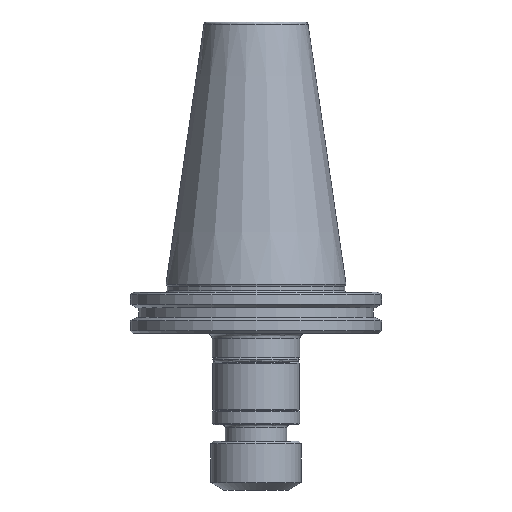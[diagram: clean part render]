
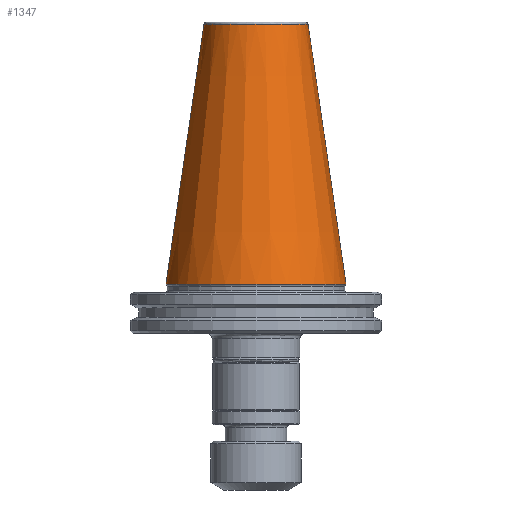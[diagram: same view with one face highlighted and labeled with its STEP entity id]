
A CAD part, front view. The second image highlights one B-rep face of the part: STEP entity #1347.
In plain terms, the highlighted conical face has half-angle 8.297 degrees and reference radius 34.925 mm.
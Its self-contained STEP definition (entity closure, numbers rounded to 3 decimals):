
#73 = CARTESIAN_POINT ( 'NONE',  ( -34.925, 0., 0. ) ) ;
#311 = VERTEX_POINT ( 'NONE', #2354 ) ;
#382 = CIRCLE ( 'NONE', #1933, 20.211 ) ;
#385 = VERTEX_POINT ( 'NONE', #2348 ) ;
#477 = AXIS2_PLACEMENT_3D ( 'NONE', #1173, #1184, #1171 ) ;
#861 = VECTOR ( 'NONE', #1423, 1000. ) ;
#889 = CIRCLE ( 'NONE', #2044, 34.925 ) ;
#1002 = LINE ( 'NONE', #1329, #2002 ) ;
#1115 = EDGE_LOOP ( 'NONE', ( #2195, #1191, #2496, #2369 ) ) ;
#1171 = DIRECTION ( 'NONE',  ( -1., 0., 0. ) ) ;
#1172 = CARTESIAN_POINT ( 'NONE',  ( -20.211, 0., 100.894 ) ) ;
#1173 = CARTESIAN_POINT ( 'NONE',  ( 0., 0., 0. ) ) ;
#1184 = DIRECTION ( 'NONE',  ( 0., 0., -1. ) ) ;
#1191 = ORIENTED_EDGE ( 'NONE', *, *, #2037, .T. ) ;
#1329 = CARTESIAN_POINT ( 'NONE',  ( 34.925, 0., 0. ) ) ;
#1347 = ADVANCED_FACE ( 'NONE', ( #1424 ), #1608, .T. ) ;
#1423 = DIRECTION ( 'NONE',  ( -0.144, 0., -0.99 ) ) ;
#1424 = FACE_OUTER_BOUND ( 'NONE', #1115, .T. ) ;
#1518 = DIRECTION ( 'NONE',  ( 0.144, 0., -0.99 ) ) ;
#1608 = CONICAL_SURFACE ( 'NONE', #477, 34.925, 0.145 ) ;
#1712 = DIRECTION ( 'NONE',  ( 0., 0., 1. ) ) ;
#1933 = AXIS2_PLACEMENT_3D ( 'NONE', #2392, #2382, #2359 ) ;
#2002 = VECTOR ( 'NONE', #1518, 1000. ) ;
#2022 = EDGE_CURVE ( 'NONE', #311, #385, #889, .T. ) ;
#2037 = EDGE_CURVE ( 'NONE', #2393, #2127, #382, .T. ) ;
#2044 = AXIS2_PLACEMENT_3D ( 'NONE', #2204, #1712, #2525 ) ;
#2127 = VERTEX_POINT ( 'NONE', #1172 ) ;
#2195 = ORIENTED_EDGE ( 'NONE', *, *, #2445, .F. ) ;
#2204 = CARTESIAN_POINT ( 'NONE',  ( 0., 0., 0. ) ) ;
#2348 = CARTESIAN_POINT ( 'NONE',  ( 34.925, 0., 0. ) ) ;
#2354 = CARTESIAN_POINT ( 'NONE',  ( -34.925, 0., 0. ) ) ;
#2359 = DIRECTION ( 'NONE',  ( -1., 0., 0. ) ) ;
#2365 = LINE ( 'NONE', #73, #861 ) ;
#2369 = ORIENTED_EDGE ( 'NONE', *, *, #2022, .T. ) ;
#2382 = DIRECTION ( 'NONE',  ( 0., 0., -1. ) ) ;
#2392 = CARTESIAN_POINT ( 'NONE',  ( 0., 0., 100.894 ) ) ;
#2393 = VERTEX_POINT ( 'NONE', #2495 ) ;
#2445 = EDGE_CURVE ( 'NONE', #2393, #385, #1002, .T. ) ;
#2477 = EDGE_CURVE ( 'NONE', #2127, #311, #2365, .T. ) ;
#2495 = CARTESIAN_POINT ( 'NONE',  ( 20.211, 0., 100.894 ) ) ;
#2496 = ORIENTED_EDGE ( 'NONE', *, *, #2477, .T. ) ;
#2525 = DIRECTION ( 'NONE',  ( -1., 0., 0. ) ) ;
